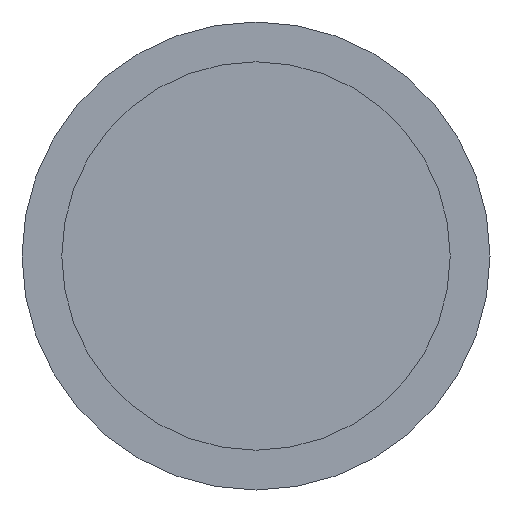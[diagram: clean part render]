
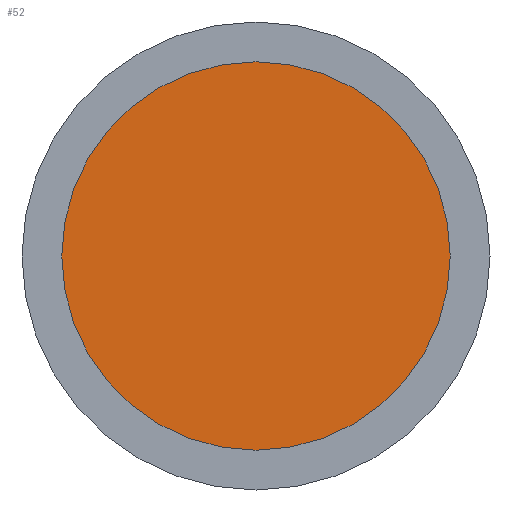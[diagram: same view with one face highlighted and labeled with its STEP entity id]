
A CAD part, front view. The second image highlights one B-rep face of the part: STEP entity #52.
In plain terms, the highlighted planar face has unit normal (0, -1, 0).
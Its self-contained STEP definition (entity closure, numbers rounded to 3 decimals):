
#52 = ADVANCED_FACE( '', ( #118 ), #119, .F. );
#118 = FACE_OUTER_BOUND( '', #205, .T. );
#119 = PLANE( '', #206 );
#205 = EDGE_LOOP( '', ( #334 ) );
#206 = AXIS2_PLACEMENT_3D( '', #335, #336, #337 );
#334 = ORIENTED_EDGE( '', *, *, #473, .T. );
#335 = CARTESIAN_POINT( '', ( 20.75, -3., 0. ) );
#336 = DIRECTION( '', ( 0., 1., 0. ) );
#337 = DIRECTION( '', ( 0., 0., 1. ) );
#473 = EDGE_CURVE( '', #538, #538, #539, .T. );
#538 = VERTEX_POINT( '', #627 );
#539 = CIRCLE( '', #628, 20.75 );
#627 = CARTESIAN_POINT( '', ( 0., -3., -20.75 ) );
#628 = AXIS2_PLACEMENT_3D( '', #707, #708, #709 );
#707 = CARTESIAN_POINT( '', ( 0., -3., 0. ) );
#708 = DIRECTION( '', ( 0., -1., 0. ) );
#709 = DIRECTION( '', ( 0., 0., -1. ) );
